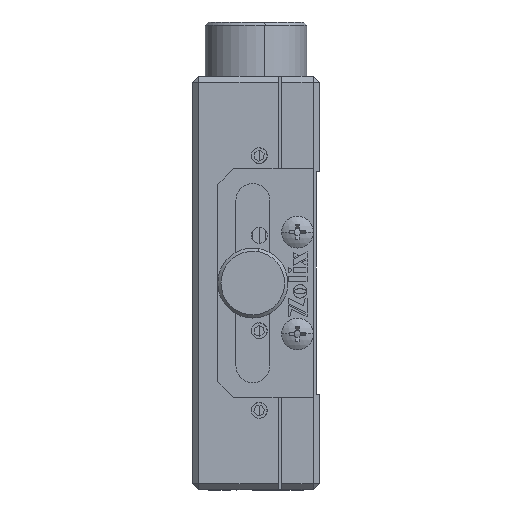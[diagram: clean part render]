
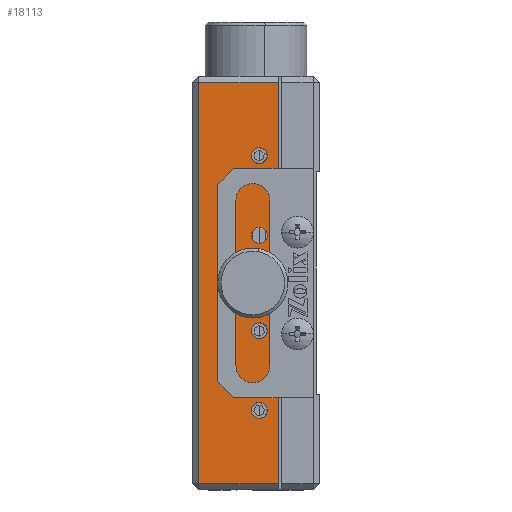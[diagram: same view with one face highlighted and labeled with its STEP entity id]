
A CAD part, left-side view. The second image highlights one B-rep face of the part: STEP entity #18113.
In plain terms, the highlighted planar face has unit normal (-1, 0, 0).
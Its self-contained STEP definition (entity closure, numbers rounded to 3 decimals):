
#25 = CARTESIAN_POINT ( 'NONE',  ( -33.659, 1.983, 69.974 ) ) ;
#76 = DIRECTION ( 'NONE',  ( -1., 0., 0. ) ) ;
#339 = VECTOR ( 'NONE', #8016, 1000. ) ;
#384 = AXIS2_PLACEMENT_3D ( 'NONE', #2402, #24494, #15353 ) ;
#560 = VERTEX_POINT ( 'NONE', #5229 ) ;
#863 = EDGE_CURVE ( 'NONE', #11380, #6637, #14979, .T. ) ;
#1087 = EDGE_CURVE ( 'NONE', #27614, #14997, #5242, .T. ) ;
#1226 = FACE_BOUND ( 'NONE', #13782, .T. ) ;
#1308 = DIRECTION ( 'NONE',  ( -1., 0., 0. ) ) ;
#1330 = CIRCLE ( 'NONE', #25957, 2.1 ) ;
#1419 = DIRECTION ( 'NONE',  ( 0., 0., 1. ) ) ;
#1852 = ORIENTED_EDGE ( 'NONE', *, *, #9557, .F. ) ;
#1889 = FACE_BOUND ( 'NONE', #17200, .T. ) ;
#2135 = ORIENTED_EDGE ( 'NONE', *, *, #4520, .F. ) ;
#2402 = CARTESIAN_POINT ( 'NONE',  ( -33.659, 1.983, 84.974 ) ) ;
#2694 = ORIENTED_EDGE ( 'NONE', *, *, #12161, .T. ) ;
#2752 = CARTESIAN_POINT ( 'NONE',  ( -33.659, 11.483, 45.974 ) ) ;
#2852 = ORIENTED_EDGE ( 'NONE', *, *, #18906, .F. ) ;
#2857 = VERTEX_POINT ( 'NONE', #17667 ) ;
#2905 = VECTOR ( 'NONE', #6606, 1000. ) ;
#2970 = DIRECTION ( 'NONE',  ( -1., 0., 0. ) ) ;
#3504 = CIRCLE ( 'NONE', #12082, 1.25 ) ;
#3532 = DIRECTION ( 'NONE',  ( 0., 0., 1. ) ) ;
#3552 = LINE ( 'NONE', #9569, #24406 ) ;
#3641 = ORIENTED_EDGE ( 'NONE', *, *, #22596, .F. ) ;
#3836 = DIRECTION ( 'NONE',  ( -1., 0., 0. ) ) ;
#3845 = DIRECTION ( 'NONE',  ( -1., 0., 0. ) ) ;
#4215 = AXIS2_PLACEMENT_3D ( 'NONE', #6448, #21631, #12828 ) ;
#4224 = CIRCLE ( 'NONE', #18171, 1.25 ) ;
#4520 = EDGE_CURVE ( 'NONE', #6764, #2857, #11434, .T. ) ;
#4743 = EDGE_CURVE ( 'NONE', #22215, #15828, #1330, .T. ) ;
#4764 = ORIENTED_EDGE ( 'NONE', *, *, #26838, .T. ) ;
#5013 = CIRCLE ( 'NONE', #4215, 1.25 ) ;
#5229 = CARTESIAN_POINT ( 'NONE',  ( -33.659, 11.483, 108.974 ) ) ;
#5242 = LINE ( 'NONE', #19468, #2905 ) ;
#5485 = EDGE_CURVE ( 'NONE', #24067, #25521, #10721, .T. ) ;
#5551 = LINE ( 'NONE', #19317, #9263 ) ;
#5949 = CARTESIAN_POINT ( 'NONE',  ( -33.659, 1.983, 97.474 ) ) ;
#6448 = CARTESIAN_POINT ( 'NONE',  ( -33.659, 1.983, 97.474 ) ) ;
#6498 = CARTESIAN_POINT ( 'NONE',  ( -33.659, 2.983, 75.374 ) ) ;
#6606 = DIRECTION ( 'NONE',  ( 0., 0., 1. ) ) ;
#6637 = VERTEX_POINT ( 'NONE', #8373 ) ;
#6731 = CIRCLE ( 'NONE', #22709, 2.1 ) ;
#6764 = VERTEX_POINT ( 'NONE', #15209 ) ;
#6922 = FACE_BOUND ( 'NONE', #20418, .T. ) ;
#7233 = CIRCLE ( 'NONE', #384, 1.25 ) ;
#7466 = ORIENTED_EDGE ( 'NONE', *, *, #4743, .F. ) ;
#7978 = ORIENTED_EDGE ( 'NONE', *, *, #863, .F. ) ;
#8016 = DIRECTION ( 'NONE',  ( 0., -1., 0. ) ) ;
#8373 = CARTESIAN_POINT ( 'NONE',  ( -33.659, 1.983, 86.224 ) ) ;
#8396 = CARTESIAN_POINT ( 'NONE',  ( -33.659, 1.983, 83.724 ) ) ;
#9263 = VECTOR ( 'NONE', #25831, 1000. ) ;
#9362 = AXIS2_PLACEMENT_3D ( 'NONE', #20716, #1308, #14226 ) ;
#9557 = EDGE_CURVE ( 'NONE', #20838, #12957, #5013, .T. ) ;
#9569 = CARTESIAN_POINT ( 'NONE',  ( -33.659, 11.483, 44.974 ) ) ;
#10250 = DIRECTION ( 'NONE',  ( -1., 0., 0. ) ) ;
#10449 = PLANE ( 'NONE',  #15968 ) ;
#10721 = CIRCLE ( 'NONE', #19621, 1.25 ) ;
#10740 = CIRCLE ( 'NONE', #16858, 1.25 ) ;
#10781 = CARTESIAN_POINT ( 'NONE',  ( -33.659, 2.983, 77.474 ) ) ;
#11380 = VERTEX_POINT ( 'NONE', #8396 ) ;
#11434 = CIRCLE ( 'NONE', #9362, 1.25 ) ;
#11473 = CARTESIAN_POINT ( 'NONE',  ( -33.659, 1.983, 68.724 ) ) ;
#11864 = CARTESIAN_POINT ( 'NONE',  ( -33.659, -1.017, 45.974 ) ) ;
#12082 = AXIS2_PLACEMENT_3D ( 'NONE', #5949, #23137, #25539 ) ;
#12161 = EDGE_CURVE ( 'NONE', #560, #17768, #3552, .T. ) ;
#12828 = DIRECTION ( 'NONE',  ( 0., 0., 1. ) ) ;
#12957 = VERTEX_POINT ( 'NONE', #15119 ) ;
#13782 = EDGE_LOOP ( 'NONE', ( #25730, #7978 ) ) ;
#14119 = CARTESIAN_POINT ( 'NONE',  ( -33.659, 1.983, 71.224 ) ) ;
#14226 = DIRECTION ( 'NONE',  ( 0., 0., 1. ) ) ;
#14298 = CARTESIAN_POINT ( 'NONE',  ( -33.659, 1.983, 57.474 ) ) ;
#14606 = CARTESIAN_POINT ( 'NONE',  ( -33.659, 2.983, 77.474 ) ) ;
#14979 = CIRCLE ( 'NONE', #19710, 1.25 ) ;
#14997 = VERTEX_POINT ( 'NONE', #17311 ) ;
#15068 = DIRECTION ( 'NONE',  ( 0., 0., 1. ) ) ;
#15119 = CARTESIAN_POINT ( 'NONE',  ( -33.659, 1.983, 96.224 ) ) ;
#15209 = CARTESIAN_POINT ( 'NONE',  ( -33.659, 1.983, 58.724 ) ) ;
#15353 = DIRECTION ( 'NONE',  ( 0., 0., 1. ) ) ;
#15828 = VERTEX_POINT ( 'NONE', #16030 ) ;
#15968 = AXIS2_PLACEMENT_3D ( 'NONE', #16901, #3845, #19059 ) ;
#16030 = CARTESIAN_POINT ( 'NONE',  ( -33.659, 2.983, 79.574 ) ) ;
#16684 = ORIENTED_EDGE ( 'NONE', *, *, #1087, .T. ) ;
#16858 = AXIS2_PLACEMENT_3D ( 'NONE', #14298, #18459, #3532 ) ;
#16901 = CARTESIAN_POINT ( 'NONE',  ( -33.659, -1.017, 44.974 ) ) ;
#16996 = FACE_BOUND ( 'NONE', #20811, .T. ) ;
#17196 = DIRECTION ( 'NONE',  ( 0., 0., 1. ) ) ;
#17200 = EDGE_LOOP ( 'NONE', ( #18531, #2852 ) ) ;
#17311 = CARTESIAN_POINT ( 'NONE',  ( -33.659, -1.017, 108.974 ) ) ;
#17667 = CARTESIAN_POINT ( 'NONE',  ( -33.659, 1.983, 56.224 ) ) ;
#17768 = VERTEX_POINT ( 'NONE', #2752 ) ;
#18113 = ADVANCED_FACE ( 'NONE', ( #1889, #24092, #6922, #1226, #16996, #25442 ), #10449, .T. ) ;
#18171 = AXIS2_PLACEMENT_3D ( 'NONE', #20140, #2970, #24401 ) ;
#18459 = DIRECTION ( 'NONE',  ( -1., 0., 0. ) ) ;
#18531 = ORIENTED_EDGE ( 'NONE', *, *, #5485, .F. ) ;
#18906 = EDGE_CURVE ( 'NONE', #25521, #24067, #4224, .T. ) ;
#18925 = EDGE_CURVE ( 'NONE', #6637, #11380, #7233, .T. ) ;
#19059 = DIRECTION ( 'NONE',  ( 0., 0., 1. ) ) ;
#19317 = CARTESIAN_POINT ( 'NONE',  ( -33.659, -1.017, 108.974 ) ) ;
#19468 = CARTESIAN_POINT ( 'NONE',  ( -33.659, -1.017, 44.974 ) ) ;
#19621 = AXIS2_PLACEMENT_3D ( 'NONE', #25, #27652, #17196 ) ;
#19710 = AXIS2_PLACEMENT_3D ( 'NONE', #21013, #3836, #1419 ) ;
#20140 = CARTESIAN_POINT ( 'NONE',  ( -33.659, 1.983, 69.974 ) ) ;
#20418 = EDGE_LOOP ( 'NONE', ( #1852, #22300 ) ) ;
#20716 = CARTESIAN_POINT ( 'NONE',  ( -33.659, 1.983, 57.474 ) ) ;
#20811 = EDGE_LOOP ( 'NONE', ( #3641, #7466 ) ) ;
#20838 = VERTEX_POINT ( 'NONE', #25278 ) ;
#21013 = CARTESIAN_POINT ( 'NONE',  ( -33.659, 1.983, 84.974 ) ) ;
#21252 = ORIENTED_EDGE ( 'NONE', *, *, #23167, .F. ) ;
#21631 = DIRECTION ( 'NONE',  ( -1., 0., 0. ) ) ;
#22089 = EDGE_CURVE ( 'NONE', #17768, #27614, #24533, .T. ) ;
#22215 = VERTEX_POINT ( 'NONE', #6498 ) ;
#22300 = ORIENTED_EDGE ( 'NONE', *, *, #27208, .F. ) ;
#22378 = EDGE_LOOP ( 'NONE', ( #16684, #4764, #2694, #22533 ) ) ;
#22533 = ORIENTED_EDGE ( 'NONE', *, *, #22089, .T. ) ;
#22596 = EDGE_CURVE ( 'NONE', #15828, #22215, #6731, .T. ) ;
#22709 = AXIS2_PLACEMENT_3D ( 'NONE', #14606, #10250, #23166 ) ;
#23137 = DIRECTION ( 'NONE',  ( -1., 0., 0. ) ) ;
#23166 = DIRECTION ( 'NONE',  ( 0., 0., 1. ) ) ;
#23167 = EDGE_CURVE ( 'NONE', #2857, #6764, #10740, .T. ) ;
#23302 = CARTESIAN_POINT ( 'NONE',  ( -33.659, -1.017, 45.974 ) ) ;
#24067 = VERTEX_POINT ( 'NONE', #14119 ) ;
#24092 = FACE_BOUND ( 'NONE', #27090, .T. ) ;
#24401 = DIRECTION ( 'NONE',  ( 0., 0., 1. ) ) ;
#24406 = VECTOR ( 'NONE', #26779, 1000. ) ;
#24494 = DIRECTION ( 'NONE',  ( -1., 0., 0. ) ) ;
#24533 = LINE ( 'NONE', #23302, #339 ) ;
#25278 = CARTESIAN_POINT ( 'NONE',  ( -33.659, 1.983, 98.724 ) ) ;
#25442 = FACE_OUTER_BOUND ( 'NONE', #22378, .T. ) ;
#25521 = VERTEX_POINT ( 'NONE', #11473 ) ;
#25539 = DIRECTION ( 'NONE',  ( 0., 0., 1. ) ) ;
#25730 = ORIENTED_EDGE ( 'NONE', *, *, #18925, .F. ) ;
#25831 = DIRECTION ( 'NONE',  ( 0., 1., 0. ) ) ;
#25957 = AXIS2_PLACEMENT_3D ( 'NONE', #10781, #76, #15068 ) ;
#26779 = DIRECTION ( 'NONE',  ( 0., 0., -1. ) ) ;
#26838 = EDGE_CURVE ( 'NONE', #14997, #560, #5551, .T. ) ;
#27090 = EDGE_LOOP ( 'NONE', ( #2135, #21252 ) ) ;
#27208 = EDGE_CURVE ( 'NONE', #12957, #20838, #3504, .T. ) ;
#27614 = VERTEX_POINT ( 'NONE', #11864 ) ;
#27652 = DIRECTION ( 'NONE',  ( -1., 0., 0. ) ) ;
